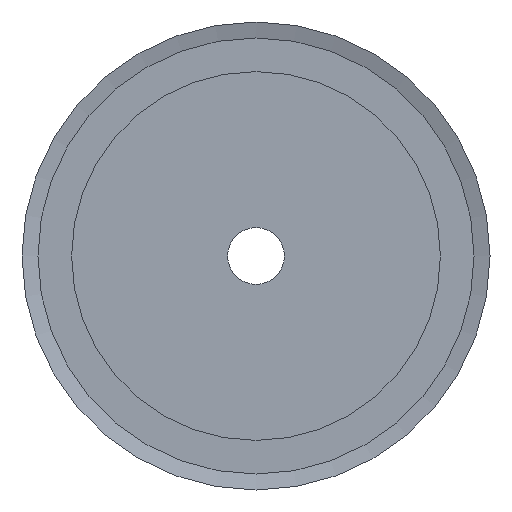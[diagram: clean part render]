
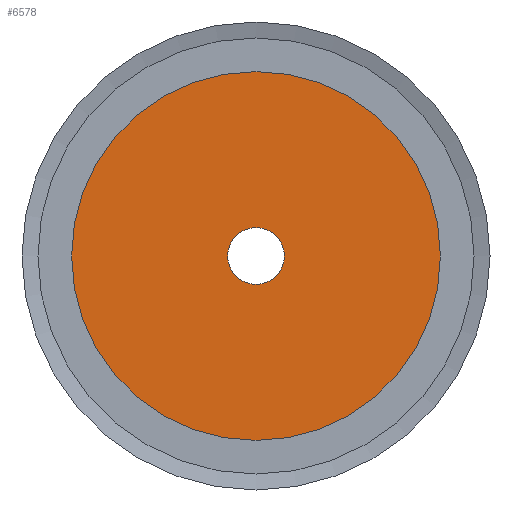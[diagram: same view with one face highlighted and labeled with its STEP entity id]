
A CAD part, left-side view. The second image highlights one B-rep face of the part: STEP entity #6578.
In plain terms, the highlighted planar face has unit normal (-1, 0, 0).
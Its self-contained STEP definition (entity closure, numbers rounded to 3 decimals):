
#2109=VERTEX_POINT('',#11328);
#2110=VERTEX_POINT('',#11330);
#2603=CIRCLE('',#7431,26.);
#2604=CIRCLE('',#7432,4.);
#3323=EDGE_CURVE('',#2109,#2109,#2603,.T.);
#3324=EDGE_CURVE('',#2110,#2110,#2604,.T.);
#4410=ORIENTED_EDGE('',*,*,#3323,.F.);
#4411=ORIENTED_EDGE('',*,*,#3324,.T.);
#5840=EDGE_LOOP('',(#4410));
#5841=EDGE_LOOP('',(#4411));
#6211=FACE_BOUND('',#5840,.T.);
#6212=FACE_BOUND('',#5841,.T.);
#6578=ADVANCED_FACE('',(#6211,#6212),#12057,.F.);
#7430=AXIS2_PLACEMENT_3D('',#11326,#8950,$);
#7431=AXIS2_PLACEMENT_3D('',#11327,#8951,#8952);
#7432=AXIS2_PLACEMENT_3D('',#11329,#8953,#8954);
#8950=DIRECTION('',(1.,0.,0.));
#8951=DIRECTION('',(1.,0.,0.));
#8952=DIRECTION('',(0.,0.,-26.));
#8953=DIRECTION('',(1.,0.,0.));
#8954=DIRECTION('',(0.,0.,-4.));
#11326=CARTESIAN_POINT('',(0.,0.,0.));
#11327=CARTESIAN_POINT('',(0.,0.,0.));
#11328=CARTESIAN_POINT('',(0.,0.,-26.));
#11329=CARTESIAN_POINT('',(0.,0.,0.));
#11330=CARTESIAN_POINT('',(0.,0.,-4.));
#12057=PLANE('',#7430);
